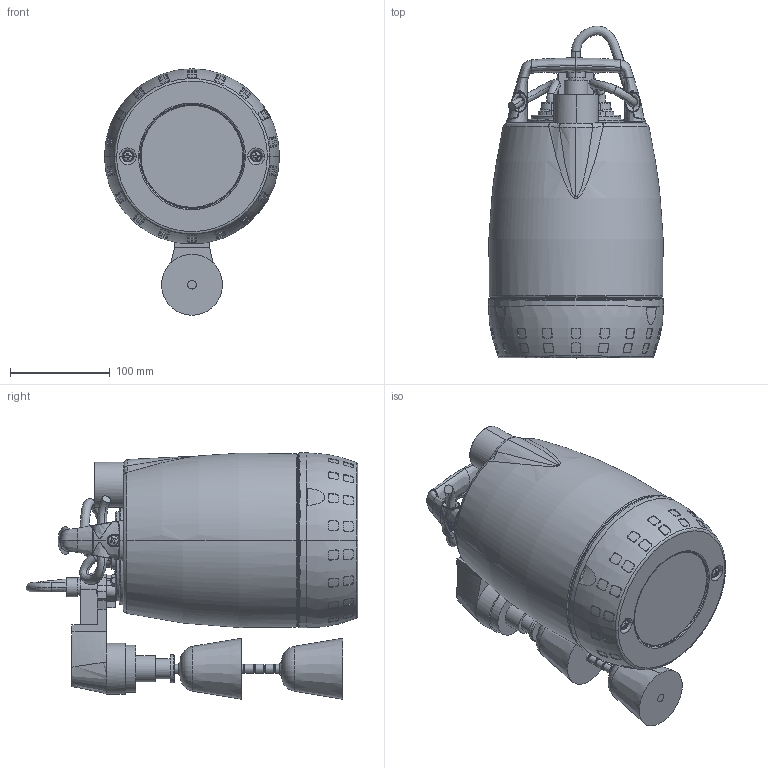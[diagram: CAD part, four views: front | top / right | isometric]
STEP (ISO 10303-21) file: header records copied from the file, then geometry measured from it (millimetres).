
FILE_DESCRIPTION (( 'STEP AP203' ), '1' );
FILE_NAME ('4.93.388.08swa00.step', '2023-06-14T14:43:07', ( '' ), ( '' ), 'SwSTEP 2.0', 'SolidWorks 2020', '' );
FILE_SCHEMA (( 'CONFIG_CONTROL_DESIGN' ));
Length unit declared in the file: millimetre
Products named in the file (5): Copia (2) di Copia di 4_93_388_03_REV00^Copia di 4_93_411_04_REV00_4.93.388.08swa00; 4.93.388.08swa00; Copia di 176662^Copia di 4_93_411_04_REV00_4.93.388.08swa00; Copia di Filtro^4.93.388.08swa00; Copia di 4_93_411_04_REV00^4.93.388.08swa00
Assembly tree (4 placements, depth 3):
  4.93.388.08swa00
    Copia di Filtro^4.93.388.08swa00
    Copia di 4_93_411_04_REV00^4.93.388.08swa00
      Copia di 176662^Copia di 4_93_411_04_REV00_4.93.388.08swa00
      Copia (2) di Copia di 4_93_388_03_REV00^Copia di 4_93_411_04_REV00_4.93.388.08swa00
Bounding box: 176 x 333.58 x 247.6 mm (x, y, z)
Volume: 6138992.2 mm3; surface area: 359316.2 mm2
Topology: 18 solids, 18 shells, 2104 faces, 5061 edges, 3053 vertices
Faces by surface type: bspline 736, cylinder 577, plane 558, torus 140, cone 73, sphere 20
Entity records: 245160 total; most frequent: CARTESIAN_POINT 203652, ORIENTED_EDGE 10094, DIRECTION 5603, EDGE_CURVE 5047, VERTEX_POINT 3053, B_SPLINE_CURVE_WITH_KNOTS 2865, EDGE_LOOP 2194, FACE_OUTER_BOUND 2104
